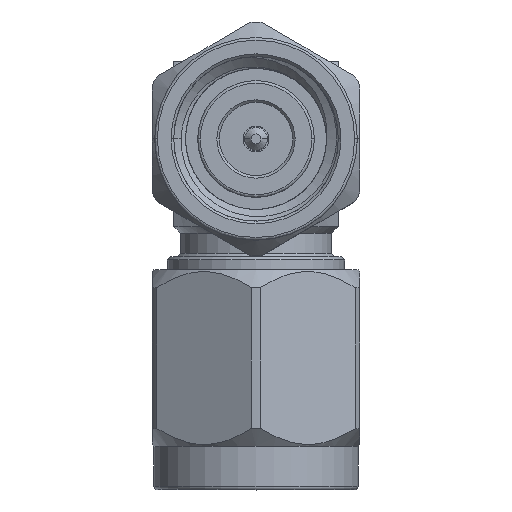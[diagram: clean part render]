
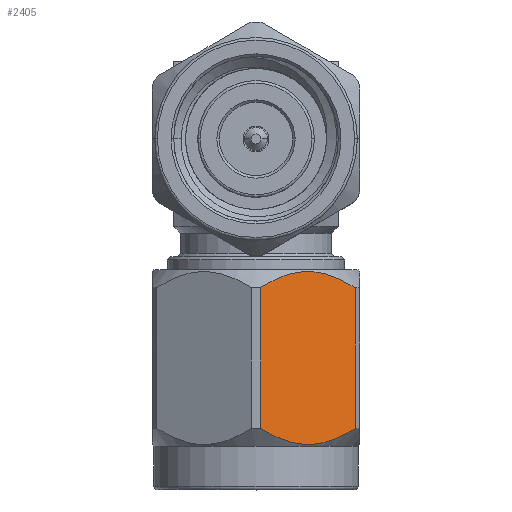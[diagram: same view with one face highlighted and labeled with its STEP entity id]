
A CAD part, top view. The second image highlights one B-rep face of the part: STEP entity #2405.
In plain terms, the highlighted face is planar.
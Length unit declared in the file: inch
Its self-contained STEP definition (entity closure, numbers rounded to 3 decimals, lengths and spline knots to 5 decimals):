
#27 = CARTESIAN_POINT ( 'NONE',  ( 0.15831, -0.03639, 0.04075 ) ) ;
#719 = CARTESIAN_POINT ( 'NONE',  ( 0.15463, -0.28677, 0.04714 ) ) ;
#980 = CARTESIAN_POINT ( 'NONE',  ( 0.12761, -0.03009, 0.09394 ) ) ;
#1061 = CARTESIAN_POINT ( 'NONE',  ( 0.17431, -0.04975, 0.01305 ) ) ;
#1224 = CARTESIAN_POINT ( 'NONE',  ( 0.11515, -0.03595, 0.11552 ) ) ;
#1258 = EDGE_CURVE ( 'NONE', #12019, #13290, #5484, .T. ) ;
#1426 = CARTESIAN_POINT ( 'NONE',  ( 0.09501, -0.2674, 0.1504 ) ) ;
#1509 = CARTESIAN_POINT ( 'NONE',  ( 0.13983, -0.29174, 0.07276 ) ) ;
#1525 = FACE_OUTER_BOUND ( 'NONE', #3448, .T. ) ;
#1828 = CARTESIAN_POINT ( 'NONE',  ( 0.17775, -0.2674, 0.00708 ) ) ;
#2004 = CARTESIAN_POINT ( 'NONE',  ( 0.15762, -0.28502, 0.04196 ) ) ;
#2279 = ORIENTED_EDGE ( 'NONE', *, *, #1258, .T. ) ;
#2405 = ADVANCED_FACE ( 'NONE', ( #1525 ), #8065, .T. ) ;
#2509 = CARTESIAN_POINT ( 'NONE',  ( 0.10859, -0.04005, 0.12687 ) ) ;
#2670 = CARTESIAN_POINT ( 'NONE',  ( 0.13293, -0.02924, 0.08472 ) ) ;
#2704 = AXIS2_PLACEMENT_3D ( 'NONE', #7979, #4170, #5420 ) ;
#3054 = VECTOR ( 'NONE', #15738, 39.37008 ) ;
#3105 = CARTESIAN_POINT ( 'NONE',  ( 0.11445, -0.28458, 0.11673 ) ) ;
#3275 = CARTESIAN_POINT ( 'NONE',  ( 0.09846, -0.27122, 0.14443 ) ) ;
#3448 = EDGE_LOOP ( 'NONE', ( #4419, #7164, #11677, #2279 ) ) ;
#3623 = CARTESIAN_POINT ( 'NONE',  ( 0.1607, -0.03798, 0.03662 ) ) ;
#4050 = CARTESIAN_POINT ( 'NONE',  ( 0.09501, -0.2674, 0.1504 ) ) ;
#4064 = CARTESIAN_POINT ( 'NONE',  ( 0.11462, -0.28469, 0.11643 ) ) ;
#4170 = DIRECTION ( 'NONE',  ( 0.866, 0., 0.5 ) ) ;
#4419 = ORIENTED_EDGE ( 'NONE', *, *, #15695, .T. ) ;
#5420 = DIRECTION ( 'NONE',  ( 0., -1., 0. ) ) ;
#5484 = B_SPLINE_CURVE_WITH_KNOTS ( 'NONE', 3,
 ( #1426, #3275, #9729, #14352, #8455, #12286, #6680, #3105, #4064, #9238, #12197, #1509, #13648, #15794, #719, #8284, #14755, #11084, #2004, #7160, #16280, #1828 ),
 .UNSPECIFIED., .F., .F.,
 ( 4, 1, 1, 1, 1, 2, 2, 2, 1, 1, 1, 1, 2, 2, 4 ),
 ( 0., 0.125, 0.1875, 0.21875, 0.23437, 0.24219, 0.25, 0.5, 0.625, 0.6875, 0.71875, 0.73437, 0.74219, 0.75, 1. ),
 .UNSPECIFIED. ) ;
#6149 = CARTESIAN_POINT ( 'NONE',  ( 0.10195, -0.04589, 0.13838 ) ) ;
#6469 = CARTESIAN_POINT ( 'NONE',  ( 0.16924, -0.04471, 0.02182 ) ) ;
#6596 = B_SPLINE_CURVE_WITH_KNOTS ( 'NONE', 3,
 ( #16717, #1061, #6469, #7594, #3623, #14322, #7675, #27, #15428, #15506, #14243, #2670, #980, #11432, #14160, #10405, #11520, #16634, #1224, #2509, #6149, #15587 ),
 .UNSPECIFIED., .F., .F.,
 ( 4, 1, 1, 1, 1, 2, 2, 2, 1, 1, 1, 1, 2, 2, 4 ),
 ( 0., 0.125, 0.1875, 0.21875, 0.23438, 0.24219, 0.25, 0.5, 0.625, 0.6875, 0.71875, 0.73437, 0.74219, 0.75, 1. ),
 .UNSPECIFIED. ) ;
#6680 = CARTESIAN_POINT ( 'NONE',  ( 0.11405, -0.28433, 0.11741 ) ) ;
#7160 = CARTESIAN_POINT ( 'NONE',  ( 0.16417, -0.28092, 0.03061 ) ) ;
#7164 = ORIENTED_EDGE ( 'NONE', *, *, #12307, .T. ) ;
#7594 = CARTESIAN_POINT ( 'NONE',  ( 0.16352, -0.04002, 0.03174 ) ) ;
#7675 = CARTESIAN_POINT ( 'NONE',  ( 0.15871, -0.03665, 0.04007 ) ) ;
#7979 = CARTESIAN_POINT ( 'NONE',  ( 0.18184, 0.20145, 0. ) ) ;
#8065 = PLANE ( 'NONE',  #2704 ) ;
#8271 = CARTESIAN_POINT ( 'NONE',  ( 0.09501, 0.03937, 0.1504 ) ) ;
#8284 = CARTESIAN_POINT ( 'NONE',  ( 0.15622, -0.28587, 0.04438 ) ) ;
#8455 = CARTESIAN_POINT ( 'NONE',  ( 0.11206, -0.28299, 0.12086 ) ) ;
#8528 = DIRECTION ( 'NONE',  ( 0., -1., 0. ) ) ;
#9021 = CARTESIAN_POINT ( 'NONE',  ( 0.09501, -0.05357, 0.1504 ) ) ;
#9238 = CARTESIAN_POINT ( 'NONE',  ( 0.12213, -0.28941, 0.10343 ) ) ;
#9272 = CARTESIAN_POINT ( 'NONE',  ( 0.17775, 0.03937, 0.00708 ) ) ;
#9729 = CARTESIAN_POINT ( 'NONE',  ( 0.10352, -0.27627, 0.13566 ) ) ;
#10405 = CARTESIAN_POINT ( 'NONE',  ( 0.11654, -0.03511, 0.1131 ) ) ;
#10493 = CARTESIAN_POINT ( 'NONE',  ( 0.17775, -0.2674, 0.00708 ) ) ;
#10551 = LINE ( 'NONE', #9272, #3054 ) ;
#11084 = CARTESIAN_POINT ( 'NONE',  ( 0.15736, -0.28518, 0.04241 ) ) ;
#11432 = CARTESIAN_POINT ( 'NONE',  ( 0.12131, -0.03258, 0.10485 ) ) ;
#11520 = CARTESIAN_POINT ( 'NONE',  ( 0.11586, -0.03552, 0.11428 ) ) ;
#11677 = ORIENTED_EDGE ( 'NONE', *, *, #15514, .T. ) ;
#12019 = VERTEX_POINT ( 'NONE', #4050 ) ;
#12197 = CARTESIAN_POINT ( 'NONE',  ( 0.12928, -0.29171, 0.09103 ) ) ;
#12286 = CARTESIAN_POINT ( 'NONE',  ( 0.11346, -0.28394, 0.11845 ) ) ;
#12307 = EDGE_CURVE ( 'NONE', #14608, #12726, #6596, .T. ) ;
#12436 = LINE ( 'NONE', #8271, #12802 ) ;
#12650 = CARTESIAN_POINT ( 'NONE',  ( 0.17775, -0.05357, 0.00708 ) ) ;
#12726 = VERTEX_POINT ( 'NONE', #9021 ) ;
#12802 = VECTOR ( 'NONE', #8528, 39.37008 ) ;
#13290 = VERTEX_POINT ( 'NONE', #10493 ) ;
#13648 = CARTESIAN_POINT ( 'NONE',  ( 0.14516, -0.29089, 0.06354 ) ) ;
#14160 = CARTESIAN_POINT ( 'NONE',  ( 0.11814, -0.0342, 0.11034 ) ) ;
#14243 = CARTESIAN_POINT ( 'NONE',  ( 0.14348, -0.02926, 0.06645 ) ) ;
#14322 = CARTESIAN_POINT ( 'NONE',  ( 0.15931, -0.03704, 0.03904 ) ) ;
#14352 = CARTESIAN_POINT ( 'NONE',  ( 0.10925, -0.28095, 0.12574 ) ) ;
#14608 = VERTEX_POINT ( 'NONE', #12650 ) ;
#14755 = CARTESIAN_POINT ( 'NONE',  ( 0.1569, -0.28546, 0.0432 ) ) ;
#15428 = CARTESIAN_POINT ( 'NONE',  ( 0.15814, -0.03628, 0.04105 ) ) ;
#15506 = CARTESIAN_POINT ( 'NONE',  ( 0.15064, -0.03156, 0.05405 ) ) ;
#15514 = EDGE_CURVE ( 'NONE', #12726, #12019, #12436, .T. ) ;
#15587 = CARTESIAN_POINT ( 'NONE',  ( 0.09501, -0.05357, 0.1504 ) ) ;
#15695 = EDGE_CURVE ( 'NONE', #13290, #14608, #10551, .T. ) ;
#15738 = DIRECTION ( 'NONE',  ( 0., 1., 0. ) ) ;
#15794 = CARTESIAN_POINT ( 'NONE',  ( 0.15146, -0.2884, 0.05263 ) ) ;
#16280 = CARTESIAN_POINT ( 'NONE',  ( 0.17082, -0.27509, 0.0191 ) ) ;
#16634 = CARTESIAN_POINT ( 'NONE',  ( 0.11541, -0.03579, 0.11507 ) ) ;
#16717 = CARTESIAN_POINT ( 'NONE',  ( 0.17775, -0.05357, 0.00708 ) ) ;
